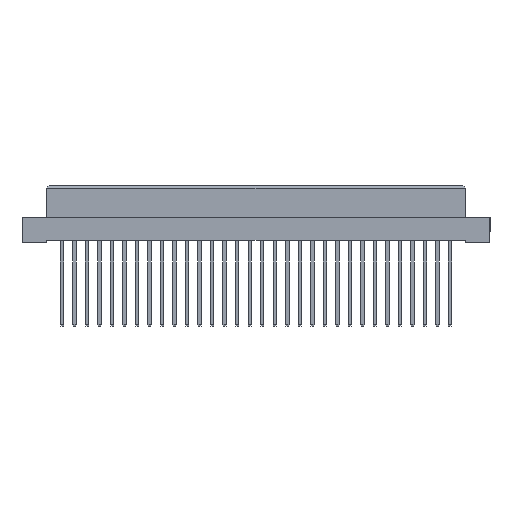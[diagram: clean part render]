
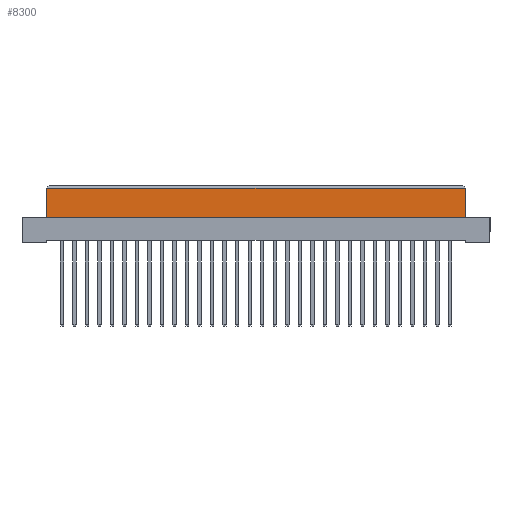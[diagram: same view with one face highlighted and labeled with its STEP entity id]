
A CAD part, top view. The second image highlights one B-rep face of the part: STEP entity #8300.
In plain terms, the highlighted planar face has unit normal (0, 0, 1).
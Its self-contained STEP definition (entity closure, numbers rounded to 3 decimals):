
#199 = CARTESIAN_POINT ( 'NONE',  ( 42.5, -6.4, 4.25 ) ) ;
#3038 = VERTEX_POINT ( 'NONE', #5424 ) ;
#3351 = DIRECTION ( 'NONE',  ( -1., 0., 0. ) ) ;
#5142 = EDGE_CURVE ( 'NONE', #3038, #22997, #15492, .T. ) ;
#5392 = DIRECTION ( 'NONE',  ( 0., 0., 1. ) ) ;
#5424 = CARTESIAN_POINT ( 'NONE',  ( -42.5, -6.4, 4.25 ) ) ;
#5877 = DIRECTION ( 'NONE',  ( 0., 1., 0. ) ) ;
#5905 = EDGE_CURVE ( 'NONE', #35271, #22997, #30196, .T. ) ;
#5965 = EDGE_LOOP ( 'NONE', ( #36992, #21889, #11423, #31542 ) ) ;
#6100 = CARTESIAN_POINT ( 'NONE',  ( -42.5, -0.5, 4.25 ) ) ;
#8300 = ADVANCED_FACE ( 'NONE', ( #8500 ), #22634, .T. ) ;
#8500 = FACE_OUTER_BOUND ( 'NONE', #5965, .T. ) ;
#11423 = ORIENTED_EDGE ( 'NONE', *, *, #5142, .F. ) ;
#14061 = CARTESIAN_POINT ( 'NONE',  ( -42.5, -0.5, 4.25 ) ) ;
#14313 = DIRECTION ( 'NONE',  ( 1., 0., 0. ) ) ;
#14504 = LINE ( 'NONE', #199, #21644 ) ;
#15492 = LINE ( 'NONE', #30203, #26044 ) ;
#16179 = EDGE_CURVE ( 'NONE', #3038, #35135, #17056, .T. ) ;
#17056 = LINE ( 'NONE', #29220, #26320 ) ;
#21644 = VECTOR ( 'NONE', #5877, 1000. ) ;
#21889 = ORIENTED_EDGE ( 'NONE', *, *, #5905, .T. ) ;
#22634 = PLANE ( 'NONE',  #28129 ) ;
#22997 = VERTEX_POINT ( 'NONE', #14061 ) ;
#23557 = CARTESIAN_POINT ( 'NONE',  ( 42.5, -6.4, 4.25 ) ) ;
#24318 = EDGE_CURVE ( 'NONE', #35135, #35271, #14504, .T. ) ;
#26044 = VECTOR ( 'NONE', #36276, 1000. ) ;
#26320 = VECTOR ( 'NONE', #14313, 1000. ) ;
#27479 = CARTESIAN_POINT ( 'NONE',  ( 42.5, -0.5, 4.25 ) ) ;
#28129 = AXIS2_PLACEMENT_3D ( 'NONE', #32214, #5392, #38474 ) ;
#29220 = CARTESIAN_POINT ( 'NONE',  ( 42.5, -6.4, 4.25 ) ) ;
#30196 = LINE ( 'NONE', #6100, #33769 ) ;
#30203 = CARTESIAN_POINT ( 'NONE',  ( -42.5, -6.4, 4.25 ) ) ;
#31542 = ORIENTED_EDGE ( 'NONE', *, *, #16179, .T. ) ;
#32214 = CARTESIAN_POINT ( 'NONE',  ( 42.5, -6.4, 4.25 ) ) ;
#33769 = VECTOR ( 'NONE', #3351, 1000. ) ;
#35135 = VERTEX_POINT ( 'NONE', #23557 ) ;
#35271 = VERTEX_POINT ( 'NONE', #27479 ) ;
#36276 = DIRECTION ( 'NONE',  ( 0., 1., 0. ) ) ;
#36992 = ORIENTED_EDGE ( 'NONE', *, *, #24318, .T. ) ;
#38474 = DIRECTION ( 'NONE',  ( 1., 0., 0. ) ) ;
